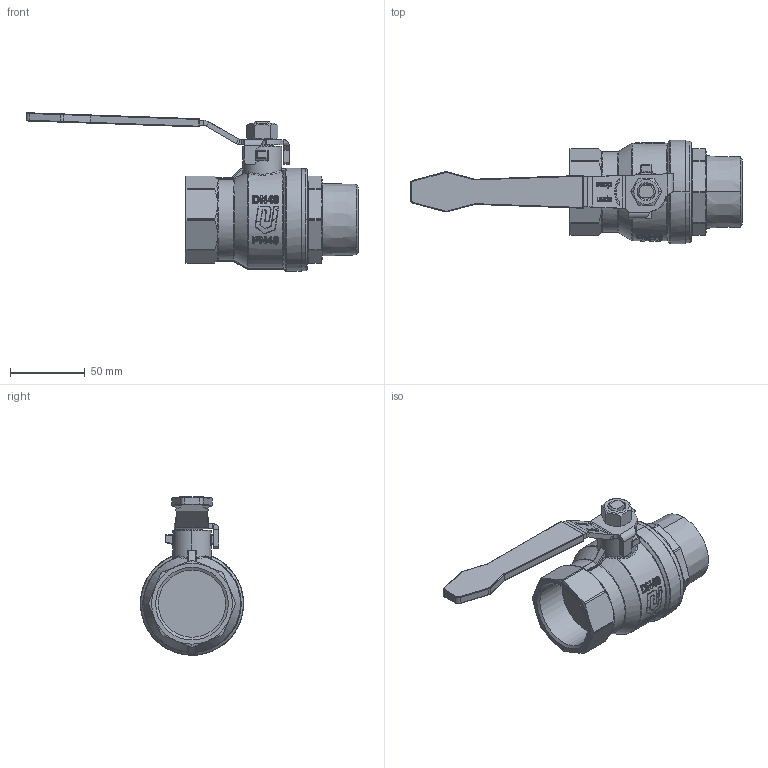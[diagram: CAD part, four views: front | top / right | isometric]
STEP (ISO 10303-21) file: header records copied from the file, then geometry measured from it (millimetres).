
FILE_DESCRIPTION(('HOOPS Exchange Step'),'2;1');
FILE_NAME('GK0201_DN40.stp','2025-02-21T09:17:27+01:00',('nieru'),('Unknown organisation'),'HOOPS Exchange 2024.2','HOOPS Exchange','Unknown authorisation');
FILE_SCHEMA( ('AP203_CONFIGURATION_CONTROLLED_3D_DESIGN_OF_MECHANICAL_PARTS_AND_ASSEMBLIES_MIM_LF') );
Length unit declared in the file: millimetre
Products named in the file (2): 0; root
Assembly tree (1 placements, depth 2):
  root
    0
Bounding box: 221.9 x 68.99 x 106 mm (x, y, z)
Volume: 261811.1 mm3; surface area: 48299 mm2
Topology: 3 solids, 3 shells, 1591 faces, 3823 edges, 2245 vertices
Faces by surface type: bspline 798, cylinder 388, plane 214, torus 121, cone 49, sphere 21
Full cylindrical faces by diameter (mm): 10.106 x1, 12 x2, 44.845 x1
Entity records: 108023 total; most frequent: CARTESIAN_POINT 76557, ORIENTED_EDGE 7566, DIRECTION 4544, EDGE_CURVE 3783, VERTEX_POINT 2245, AXIS2_PLACEMENT_3D 1913, B_SPLINE_CURVE_WITH_KNOTS 1863, EDGE_LOOP 1642
